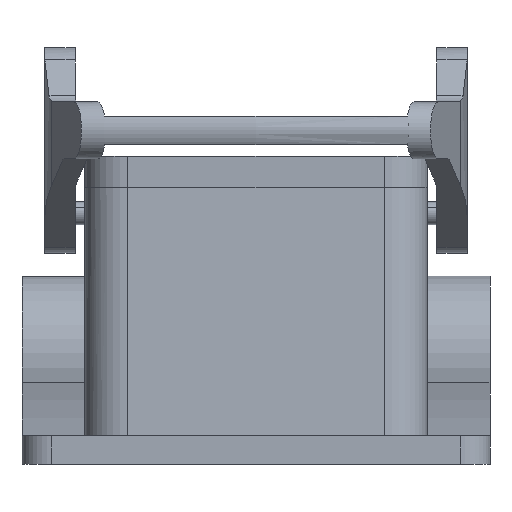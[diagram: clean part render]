
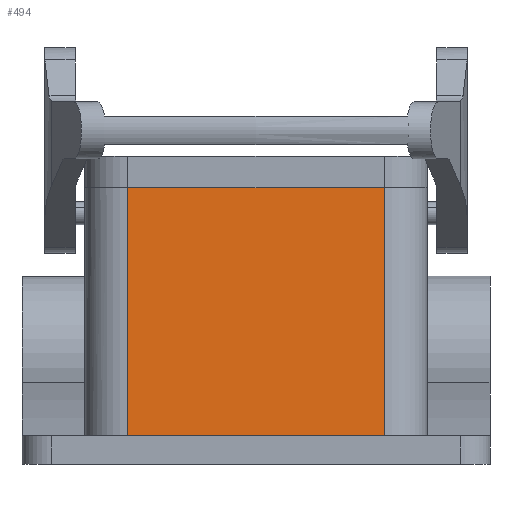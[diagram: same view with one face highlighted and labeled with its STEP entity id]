
A CAD part, left-side view. The second image highlights one B-rep face of the part: STEP entity #494.
In plain terms, the highlighted planar face has unit normal (-0.999, 0, 0.044).
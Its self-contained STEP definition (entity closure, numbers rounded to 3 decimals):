
#467=AXIS2_PLACEMENT_3D('Plane Axis2P3D',#464,#465,#466) ;
#127=CARTESIAN_POINT('Vertex',(18.101,18.5,5.)) ;
#130=CARTESIAN_POINT('Line Origine',(18.101,41.,5.)) ;
#134=CARTESIAN_POINT('Vertex',(18.101,63.5,5.)) ;
#464=CARTESIAN_POINT('Axis2P3D Location',(20.,41.,48.5)) ;
#469=CARTESIAN_POINT('Line Origine',(18.985,18.5,25.25)) ;
#473=CARTESIAN_POINT('Vertex',(20.,18.5,48.5)) ;
#476=CARTESIAN_POINT('Line Origine',(20.,41.,48.5)) ;
#480=CARTESIAN_POINT('Vertex',(20.,63.5,48.5)) ;
#483=CARTESIAN_POINT('Line Origine',(18.985,63.5,25.25)) ;
#131=DIRECTION('Vector Direction',(0.,1.,0.)) ;
#465=DIRECTION('Axis2P3D Direction',(-0.999,0.,0.044)) ;
#466=DIRECTION('Axis2P3D XDirection',(0.,1.,0.)) ;
#470=DIRECTION('Vector Direction',(-0.044,0.,-0.999)) ;
#477=DIRECTION('Vector Direction',(0.,1.,0.)) ;
#484=DIRECTION('Vector Direction',(-0.044,0.,-0.999)) ;
#132=VECTOR('Line Direction',#131,1.) ;
#471=VECTOR('Line Direction',#470,1.) ;
#478=VECTOR('Line Direction',#477,1.) ;
#485=VECTOR('Line Direction',#484,1.) ;
#489=ORIENTED_EDGE('',*,*,#475,.F.) ;
#490=ORIENTED_EDGE('',*,*,#482,.F.) ;
#491=ORIENTED_EDGE('',*,*,#487,.F.) ;
#492=ORIENTED_EDGE('',*,*,#136,.F.) ;
#494=ADVANCED_FACE('Hauptk\X2\00F6\X0\rper',(#493),#468,.T.) ;
#136=EDGE_CURVE('',#128,#135,#133,.T.) ;
#475=EDGE_CURVE('',#474,#128,#472,.T.) ;
#482=EDGE_CURVE('',#481,#474,#479,.F.) ;
#487=EDGE_CURVE('',#135,#481,#486,.F.) ;
#488=EDGE_LOOP('',(#489,#490,#491,#492)) ;
#493=FACE_OUTER_BOUND('',#488,.T.) ;
#133=LINE('Line',#130,#132) ;
#472=LINE('Line',#469,#471) ;
#479=LINE('Line',#476,#478) ;
#486=LINE('Line',#483,#485) ;
#468=PLANE('',#467) ;
#128=VERTEX_POINT('',#127) ;
#135=VERTEX_POINT('',#134) ;
#474=VERTEX_POINT('',#473) ;
#481=VERTEX_POINT('',#480) ;
